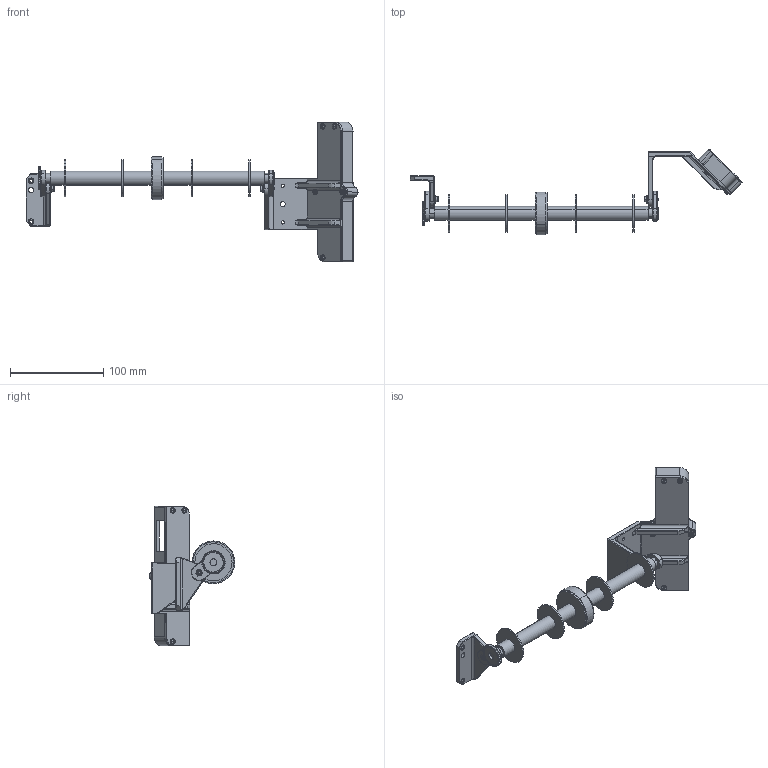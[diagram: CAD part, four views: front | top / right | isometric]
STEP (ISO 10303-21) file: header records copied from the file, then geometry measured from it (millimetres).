
FILE_DESCRIPTION (( 'STEP AP214' ), '1' );
FILE_NAME ('Barrel.STEP', '2022-02-23T07:43:43', ( '' ), ( '' ), 'SwSTEP 2.0', 'SolidWorks 2020', '' );
FILE_SCHEMA (( 'AUTOMOTIVE_DESIGN' ));
Length unit declared in the file: millimetre
Products named in the file (14): Barrel; Bottom_v1.1; hex thin nut chamfered gradeab_iso_ISO - 4035 - M3 - N; EndRight; BarrelSleeve; pan head cross recess screw_iso_ISO 7045 - M3 x 8 - Z - 8N; EndLeft; plain washer 10669 type nl_iso_ISO 10669-3.55-N; Arm; ButtonMount_v1.1; BracketLeftBarrel; socket head cap screw_iso_ISO 4762 M3 x 12 - 12N; Top_v1.1
Assembly tree (21 placements, depth 3):
  Barrel
    BracketLeftBarrel
    ButtonMount_v1.1
      Top_v1.1
      Bottom_v1.1
      pan head cross recess screw_iso_ISO 7045 - M3 x 8 - Z - 8N  x5
    Arm  x2
    Barrel
    BarrelSleeve
    EndRight
    EndLeft
    hex thin nut chamfered gradeab_iso_ISO - 4035 - M3 - N  x2
    plain washer 10669 type nl_iso_ISO 10669-3.55-N  x2
    socket head cap screw_iso_ISO 4762 M3 x 12 - 12N  x2
Bounding box: 356.97 x 92.11 x 150 mm (x, y, z)
Volume: 155018.7 mm3; surface area: 85225.4 mm2
Topology: 20 solids, 20 shells, 976 faces, 2351 edges, 1431 vertices
Faces by surface type: cylinder 391, plane 332, cone 148, torus 68, bspline 20, sphere 17
Entity records: 21860 total; most frequent: CARTESIAN_POINT 4433, DIRECTION 3840, ORIENTED_EDGE 3364, EDGE_CURVE 1682, AXIS2_PLACEMENT_3D 1556, VERTEX_POINT 1045, CIRCLE 859, EDGE_LOOP 769
